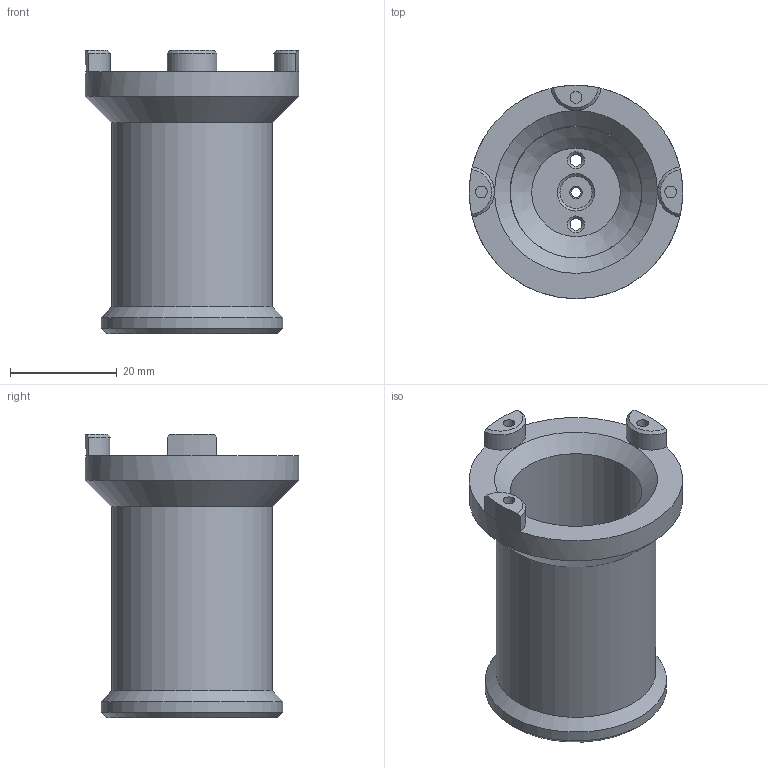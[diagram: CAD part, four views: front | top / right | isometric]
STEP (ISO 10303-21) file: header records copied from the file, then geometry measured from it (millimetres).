
FILE_DESCRIPTION(('FreeCAD Model'),'2;1');
FILE_NAME('StrutMotorEnclosure.step','2015-10-30T13:26:50',('Author'),(''), 'Open CASCADE STEP processor 6.8','FreeCAD','Unknown');
FILE_SCHEMA(('AUTOMOTIVE_DESIGN_CC2 { 1 2 10303 214 -1 1 5 4 }'));
Length unit declared in the file: millimetre
Products named in the file (1): Fusion
Bounding box: 40 x 40 x 53 mm (x, y, z)
Volume: 21468 mm3; surface area: 10581.5 mm2
Topology: 1 solids, 1 shells, 46 faces, 91 edges, 54 vertices
Faces by surface type: cylinder 19, cone 15, plane 12
Full cylindrical faces by diameter (mm): 1.893 x1, 2.2 x5, 6 x1, 16.6 x2, 24.7 x1, 30 x1, 34 x1, 40 x1
Entity records: 2495 total; most frequent: CARTESIAN_POINT 626, DIRECTION 353, ORIENTED_EDGE 182, PCURVE 182, DEFINITIONAL_REPRESENTATION 182, LINE 144, VECTOR 144, AXIS2_PLACEMENT_3D 101
